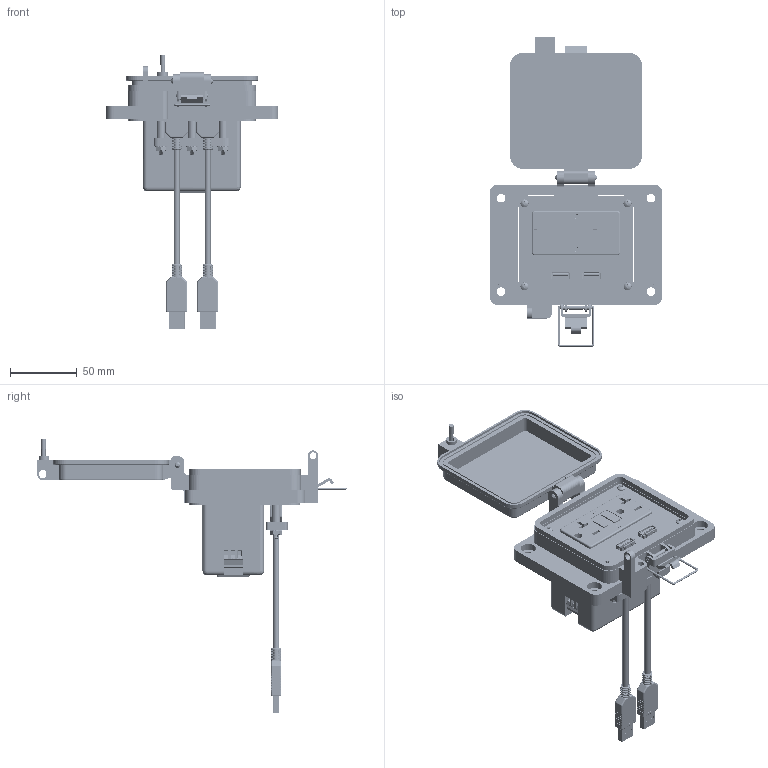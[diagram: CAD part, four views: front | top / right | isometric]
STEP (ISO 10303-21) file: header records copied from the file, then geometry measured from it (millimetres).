
FILE_DESCRIPTION (( 'STEP AP203' ), '1' );
FILE_NAME ('P-P11#2-K3RF0_3D.STEP', '2018-12-06T17:08:52', ( '' ), ( '' ), 'SwSTEP 2.0', 'SolidWorks 2018', '' );
FILE_SCHEMA (( 'CONFIG_CONTROL_DESIGN' ));
Length unit declared in the file: millimetre
Products named in the file (15): Z-200-OTLT-GFIH-1_sheared; P-P11#2-K3RF0_BP180_1; RF; Z-020-3047; P-P11#2-K3RF0_FP060_1; P11; Z-H-K3_B; P-P11#2-K3RF0_TP240_1; -K3; 632FH_1-3_4-IN; 92005A124_METRIC PAN HEAD PHILLIPS MACHINE SCREW_92005A124; Z-001-SPR_1-1_4; P-P11#2-K3RF0_3D; Z-002-632516HN_90675A007; Z-200-OTLT-RIOF_RF
Assembly tree (24 placements, depth 3):
  P-P11#2-K3RF0_3D
    P-P11#2-K3RF0_BP180_1
    P11  x2
      Z-020-3047
    P-P11#2-K3RF0_TP240_1
    632FH_1-3_4-IN  x3
    Z-001-SPR_1-1_4  x3
    Z-002-632516HN_90675A007  x3
    RF
      Z-200-OTLT-RIOF_RF
      Z-200-OTLT-GFIH-1_sheared
    P-P11#2-K3RF0_FP060_1
    -K3
      Z-H-K3_B
    92005A124_METRIC PAN HEAD PHILLIPS MACHINE SCREW_92005A124  x4
Bounding box: 129 x 231.28 x 204.12 mm (x, y, z)
Volume: 304076.1 mm3; surface area: 192493.5 mm2
Topology: 63 solids, 63 shells, 5458 faces, 15350 edges, 10048 vertices
Faces by surface type: plane 2622, cylinder 2321, bspline 262, cone 179, torus 46, sphere 28
Entity records: 119094 total; most frequent: CARTESIAN_POINT 32900, ORIENTED_EDGE 18524, DIRECTION 16567, EDGE_CURVE 9262, VERTEX_POINT 6087, LINE 5955, VECTOR 5955, AXIS2_PLACEMENT_3D 5306
